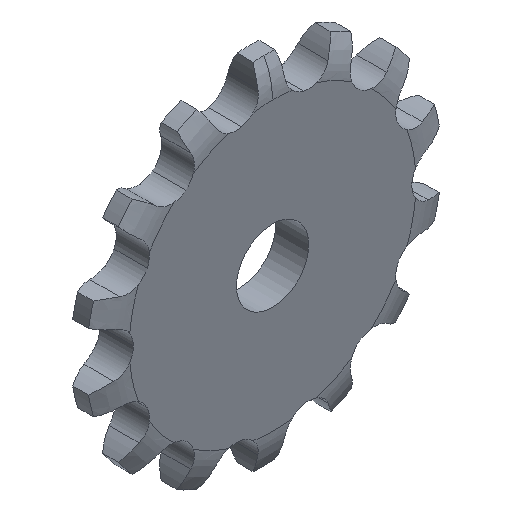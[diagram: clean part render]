
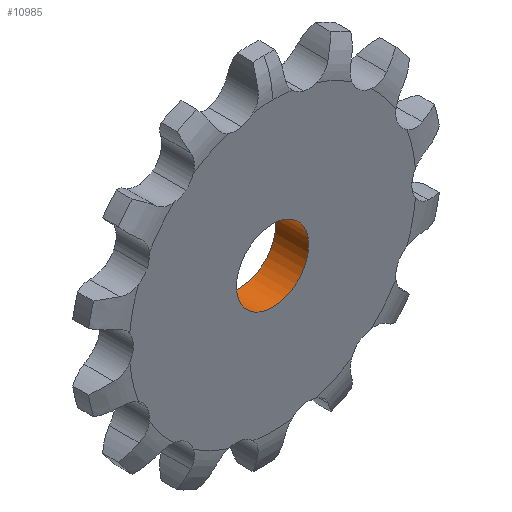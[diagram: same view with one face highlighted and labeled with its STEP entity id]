
A CAD part, isometric view. The second image highlights one B-rep face of the part: STEP entity #10985.
In plain terms, the highlighted cylindrical face has radius 2.5 mm (diameter 5 mm), a full revolution.
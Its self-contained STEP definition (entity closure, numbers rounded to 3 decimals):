
#44 = PLANE('',#45);
#45 = AXIS2_PLACEMENT_3D('',#46,#47,#48);
#46 = CARTESIAN_POINT('',(0.,0.,
    0.));
#47 = DIRECTION('',(0.,1.,0.));
#48 = DIRECTION('',(0.,0.,-1.));
#100 = PLANE('',#101);
#101 = AXIS2_PLACEMENT_3D('',#102,#103,#104);
#102 = CARTESIAN_POINT('',(0.,-2.3,0.)
  );
#103 = DIRECTION('',(0.,-1.,0.));
#104 = DIRECTION('',(0.,0.,1.));
#2367 = EDGE_CURVE('',#2368,#2368,#2370,.T.);
#2368 = VERTEX_POINT('',#2369);
#2369 = CARTESIAN_POINT('',(2.5,0.,0.));
#2370 = SURFACE_CURVE('',#2371,(#2376,#2387),.PCURVE_S1.);
#2371 = CIRCLE('',#2372,2.5);
#2372 = AXIS2_PLACEMENT_3D('',#2373,#2374,#2375);
#2373 = CARTESIAN_POINT('',(0.,0.,0.));
#2374 = DIRECTION('',(0.,-1.,0.));
#2375 = DIRECTION('',(1.,0.,0.));
#2376 = PCURVE('',#44,#2377);
#2377 = DEFINITIONAL_REPRESENTATION('',(#2378),#2386);
#2378 = ( BOUNDED_CURVE() B_SPLINE_CURVE(2,(#2379,#2380,#2381,#2382,
#2383,#2384,#2385),.UNSPECIFIED.,.T.,.F.) B_SPLINE_CURVE_WITH_KNOTS((1,2
    ,2,2,2,1),(-2.094,0.,2.094,4.189,
6.283,8.378),.UNSPECIFIED.) CURVE() 
GEOMETRIC_REPRESENTATION_ITEM() RATIONAL_B_SPLINE_CURVE((1.,0.5,1.,0.5,
1.,0.5,1.)) REPRESENTATION_ITEM('') );
#2379 = CARTESIAN_POINT('',(0.,-2.5));
#2380 = CARTESIAN_POINT('',(-4.33,-2.5));
#2381 = CARTESIAN_POINT('',(-2.165,1.25));
#2382 = CARTESIAN_POINT('',(0.,5.));
#2383 = CARTESIAN_POINT('',(2.165,1.25));
#2384 = CARTESIAN_POINT('',(4.33,-2.5));
#2385 = CARTESIAN_POINT('',(0.,-2.5));
#2386 = ( GEOMETRIC_REPRESENTATION_CONTEXT(2) 
PARAMETRIC_REPRESENTATION_CONTEXT() REPRESENTATION_CONTEXT('2D SPACE',''
  ) );
#2387 = PCURVE('',#2388,#2393);
#2388 = CYLINDRICAL_SURFACE('',#2389,2.5);
#2389 = AXIS2_PLACEMENT_3D('',#2390,#2391,#2392);
#2390 = CARTESIAN_POINT('',(0.,0.,0.));
#2391 = DIRECTION('',(0.,1.,0.));
#2392 = DIRECTION('',(1.,0.,0.));
#2393 = DEFINITIONAL_REPRESENTATION('',(#2394),#2398);
#2394 = LINE('',#2395,#2396);
#2395 = CARTESIAN_POINT('',(-0.,0.));
#2396 = VECTOR('',#2397,1.);
#2397 = DIRECTION('',(-1.,0.));
#2398 = ( GEOMETRIC_REPRESENTATION_CONTEXT(2) 
PARAMETRIC_REPRESENTATION_CONTEXT() REPRESENTATION_CONTEXT('2D SPACE',''
  ) );
#4219 = EDGE_CURVE('',#4220,#4220,#4222,.T.);
#4220 = VERTEX_POINT('',#4221);
#4221 = CARTESIAN_POINT('',(2.5,-2.3,0.));
#4222 = SURFACE_CURVE('',#4223,(#4228,#4239),.PCURVE_S1.);
#4223 = CIRCLE('',#4224,2.5);
#4224 = AXIS2_PLACEMENT_3D('',#4225,#4226,#4227);
#4225 = CARTESIAN_POINT('',(0.,-2.3,0.));
#4226 = DIRECTION('',(-0.,1.,0.));
#4227 = DIRECTION('',(1.,0.,0.));
#4228 = PCURVE('',#100,#4229);
#4229 = DEFINITIONAL_REPRESENTATION('',(#4230),#4238);
#4230 = ( BOUNDED_CURVE() B_SPLINE_CURVE(2,(#4231,#4232,#4233,#4234,
#4235,#4236,#4237),.UNSPECIFIED.,.T.,.F.) B_SPLINE_CURVE_WITH_KNOTS((1,2
    ,2,2,2,1),(-2.094,0.,2.094,4.189,
6.283,8.378),.UNSPECIFIED.) CURVE() 
GEOMETRIC_REPRESENTATION_ITEM() RATIONAL_B_SPLINE_CURVE((1.,0.5,1.,0.5,
1.,0.5,1.)) REPRESENTATION_ITEM('') );
#4231 = CARTESIAN_POINT('',(0.,-2.5));
#4232 = CARTESIAN_POINT('',(-4.33,-2.5));
#4233 = CARTESIAN_POINT('',(-2.165,1.25));
#4234 = CARTESIAN_POINT('',(0.,5.));
#4235 = CARTESIAN_POINT('',(2.165,1.25));
#4236 = CARTESIAN_POINT('',(4.33,-2.5));
#4237 = CARTESIAN_POINT('',(0.,-2.5));
#4238 = ( GEOMETRIC_REPRESENTATION_CONTEXT(2) 
PARAMETRIC_REPRESENTATION_CONTEXT() REPRESENTATION_CONTEXT('2D SPACE',''
  ) );
#4239 = PCURVE('',#2388,#4240);
#4240 = DEFINITIONAL_REPRESENTATION('',(#4241),#4245);
#4241 = LINE('',#4242,#4243);
#4242 = CARTESIAN_POINT('',(-6.283,-2.3));
#4243 = VECTOR('',#4244,1.);
#4244 = DIRECTION('',(1.,-0.));
#4245 = ( GEOMETRIC_REPRESENTATION_CONTEXT(2) 
PARAMETRIC_REPRESENTATION_CONTEXT() REPRESENTATION_CONTEXT('2D SPACE',''
  ) );
#10985 = ADVANCED_FACE('',(#10986),#2388,.F.);
#10986 = FACE_BOUND('',#10987,.T.);
#10987 = EDGE_LOOP('',(#10988,#10989,#11010,#11011));
#10988 = ORIENTED_EDGE('',*,*,#2367,.F.);
#10989 = ORIENTED_EDGE('',*,*,#10990,.T.);
#10990 = EDGE_CURVE('',#2368,#4220,#10991,.T.);
#10991 = SEAM_CURVE('',#10992,(#10996,#11003),.PCURVE_S1.);
#10992 = LINE('',#10993,#10994);
#10993 = CARTESIAN_POINT('',(2.5,0.,0.));
#10994 = VECTOR('',#10995,1.);
#10995 = DIRECTION('',(0.,-1.,0.));
#10996 = PCURVE('',#2388,#10997);
#10997 = DEFINITIONAL_REPRESENTATION('',(#10998),#11002);
#10998 = LINE('',#10999,#11000);
#10999 = CARTESIAN_POINT('',(-6.283,0.));
#11000 = VECTOR('',#11001,1.);
#11001 = DIRECTION('',(-0.,-1.));
#11002 = ( GEOMETRIC_REPRESENTATION_CONTEXT(2) 
PARAMETRIC_REPRESENTATION_CONTEXT() REPRESENTATION_CONTEXT('2D SPACE',''
  ) );
#11003 = PCURVE('',#2388,#11004);
#11004 = DEFINITIONAL_REPRESENTATION('',(#11005),#11009);
#11005 = LINE('',#11006,#11007);
#11006 = CARTESIAN_POINT('',(-0.,0.));
#11007 = VECTOR('',#11008,1.);
#11008 = DIRECTION('',(-0.,-1.));
#11009 = ( GEOMETRIC_REPRESENTATION_CONTEXT(2) 
PARAMETRIC_REPRESENTATION_CONTEXT() REPRESENTATION_CONTEXT('2D SPACE',''
  ) );
#11010 = ORIENTED_EDGE('',*,*,#4219,.F.);
#11011 = ORIENTED_EDGE('',*,*,#10990,.F.);
